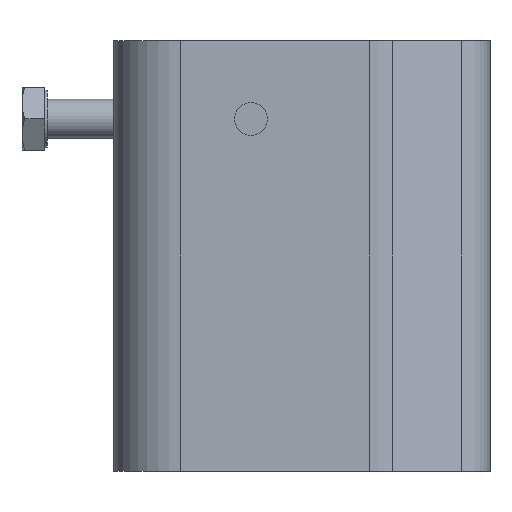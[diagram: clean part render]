
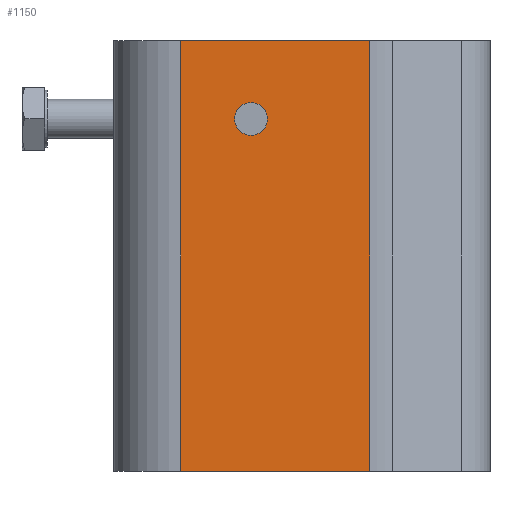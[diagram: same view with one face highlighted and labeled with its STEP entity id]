
A CAD part, left-side view. The second image highlights one B-rep face of the part: STEP entity #1150.
In plain terms, the highlighted planar face has unit normal (-1, 0, 0).
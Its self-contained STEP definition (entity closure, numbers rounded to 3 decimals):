
#551=CARTESIAN_POINT('',(-48.,23.743,-55.0));
#552=VERTEX_POINT('',#551);
#560=CARTESIAN_POINT('',(-48.0,72.,-55.0));
#561=VERTEX_POINT('',#560);
#562=CARTESIAN_POINT('',(-48.0,72.,-55.0));
#563=DIRECTION('',(0.0,-1.0,0.0));
#564=VECTOR('',#563,48.257);
#565=LINE('',#562,#564);
#566=EDGE_CURVE('',#561,#552,#565,.T.);
#757=CARTESIAN_POINT('',(-48.0,72.,55.0));
#758=VERTEX_POINT('',#757);
#766=CARTESIAN_POINT('',(-48.,23.743,55.0));
#767=VERTEX_POINT('',#766);
#768=CARTESIAN_POINT('',(-48.,23.743,55.0));
#769=DIRECTION('',(0.0,1.0,0.0));
#770=VECTOR('',#769,48.257);
#771=LINE('',#768,#770);
#772=EDGE_CURVE('',#767,#758,#771,.T.);
#1046=CARTESIAN_POINT('',(-48.,54.,39.188));
#1047=VERTEX_POINT('',#1046);
#1048=CARTESIAN_POINT('',(-48.,54.,35.0));
#1049=DIRECTION('',(1.0,0.0,0.0));
#1050=DIRECTION('',(0.0,0.0,1.0));
#1051=AXIS2_PLACEMENT_3D('',#1048,#1049,#1050);
#1052=CIRCLE('',#1051,4.188);
#1053=EDGE_CURVE('',#1047,#1047,#1052,.T.);
#1115=CARTESIAN_POINT('',(-48.,23.743,55.0));
#1116=DIRECTION('',(0.0,0.0,-1.0));
#1117=VECTOR('',#1116,110.0);
#1118=LINE('',#1115,#1117);
#1119=EDGE_CURVE('',#767,#552,#1118,.T.);
#1131=CARTESIAN_POINT('',(-48.,20.746,0.0));
#1132=DIRECTION('',(-1.0,0.0,0.0));
#1133=DIRECTION('',(0.0,0.0,1.0));
#1134=AXIS2_PLACEMENT_3D('',#1131,#1132,#1133);
#1135=PLANE('',#1134);
#1136=ORIENTED_EDGE('',*,*,#1119,.F.);
#1137=ORIENTED_EDGE('',*,*,#772,.T.);
#1138=CARTESIAN_POINT('',(-48.0,72.,-55.0));
#1139=DIRECTION('',(0.0,0.0,1.0));
#1140=VECTOR('',#1139,110.0);
#1141=LINE('',#1138,#1140);
#1142=EDGE_CURVE('',#561,#758,#1141,.T.);
#1143=ORIENTED_EDGE('',*,*,#1142,.F.);
#1144=ORIENTED_EDGE('',*,*,#566,.T.);
#1145=EDGE_LOOP('',(#1136,#1137,#1143,#1144));
#1146=FACE_OUTER_BOUND('',#1145,.T.);
#1147=ORIENTED_EDGE('',*,*,#1053,.T.);
#1148=EDGE_LOOP('',(#1147));
#1149=FACE_BOUND('',#1148,.T.);
#1150=ADVANCED_FACE('',(#1146,#1149),#1135,.T.);
